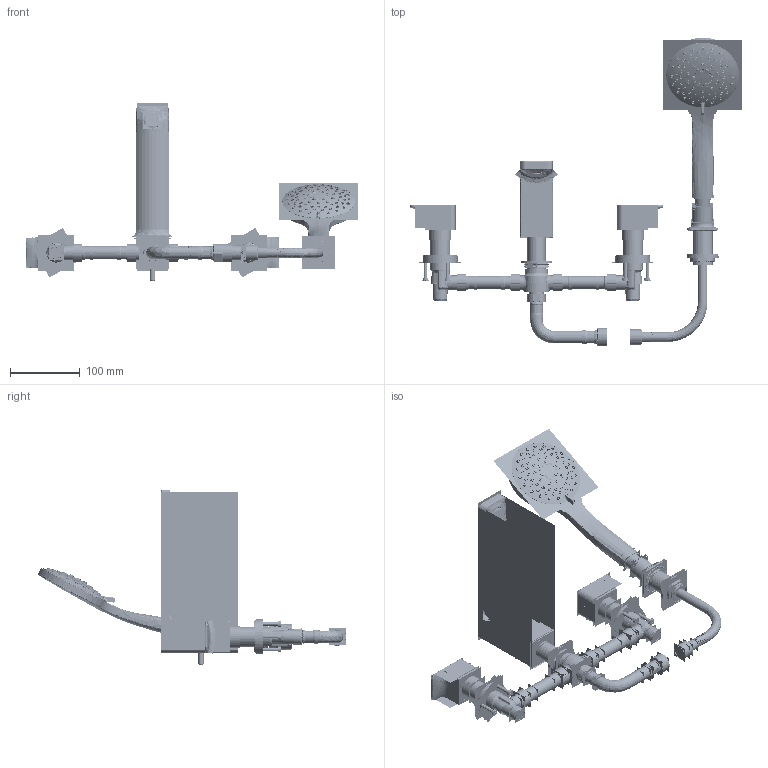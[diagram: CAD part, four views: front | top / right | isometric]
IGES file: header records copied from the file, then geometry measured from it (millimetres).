
Start section:  PTC IGES file: cf-1300_asm.igs
Global section: file name: cf-1300_asm.igs; native system: Creo Parametric by PTC Inc.; preprocessor: 2019224; author: 10114211; organization: Unknown; date: 20201130.140437; units: millimetre
Bounding box: 475.76 x 441.94 x 255.14 mm (x, y, z)
Surface area: 8296102.6 mm2 (no closed solid volume)
Topology: 0 solids, 0 shells, 14581 faces, 231828 edges, 304482 vertices
Faces by surface type: bspline 7540, revolution 6937, extrusion 104
